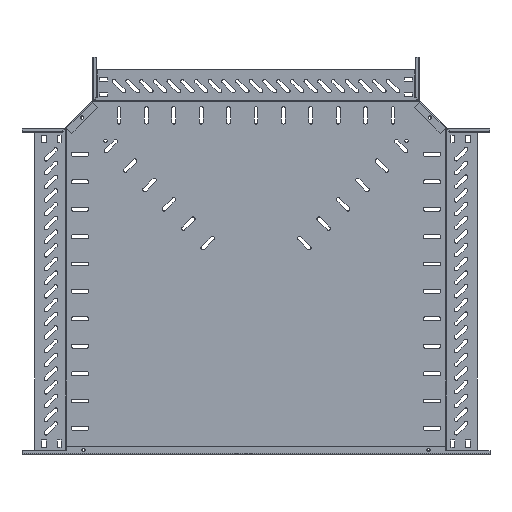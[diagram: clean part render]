
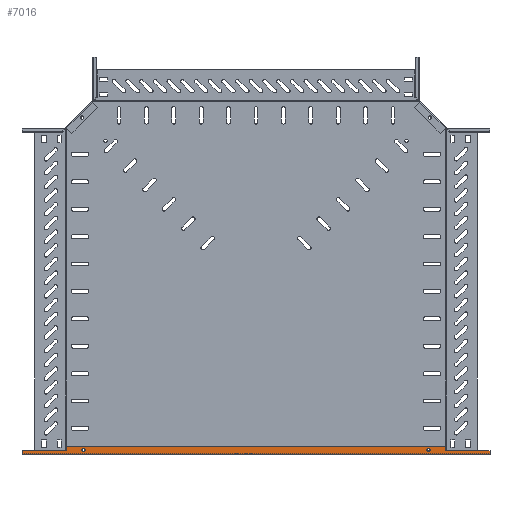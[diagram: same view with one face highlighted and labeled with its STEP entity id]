
A CAD part, front view. The second image highlights one B-rep face of the part: STEP entity #7016.
In plain terms, the highlighted planar face has unit normal (0, -1, 0).
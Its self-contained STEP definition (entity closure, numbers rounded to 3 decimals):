
#115 = EDGE_CURVE ( 'NONE', #33446, #27618, #29046, .T. ) ;
#635 = VECTOR ( 'NONE', #5710, 1000. ) ;
#800 = CARTESIAN_POINT ( 'NONE',  ( 8.25, 0., -112.25 ) ) ;
#1074 = CARTESIAN_POINT ( 'NONE',  ( 8.25, 0., -112.25 ) ) ;
#1240 = FACE_BOUND ( 'NONE', #7749, .T. ) ;
#1768 = FACE_BOUND ( 'NONE', #14394, .T. ) ;
#1836 = VERTEX_POINT ( 'NONE', #30805 ) ;
#2159 = CARTESIAN_POINT ( 'NONE',  ( 5.15, 0., -112.25 ) ) ;
#2321 = AXIS2_PLACEMENT_3D ( 'NONE', #11918, #33626, #23454 ) ;
#2812 = DIRECTION ( 'NONE',  ( -1., 0., 0. ) ) ;
#3145 = CARTESIAN_POINT ( 'NONE',  ( 15., 0., 0. ) ) ;
#3609 = DIRECTION ( 'NONE',  ( -1., 0., 0. ) ) ;
#4249 = DIRECTION ( 'NONE',  ( 0., 0., -1. ) ) ;
#5371 = LINE ( 'NONE', #29863, #635 ) ;
#5398 = CARTESIAN_POINT ( 'NONE',  ( 11.35, 0., -112.25 ) ) ;
#5474 = DIRECTION ( 'NONE',  ( -1., 0., 0. ) ) ;
#5710 = DIRECTION ( 'NONE',  ( 0., 0., 1. ) ) ;
#6382 = DIRECTION ( 'NONE',  ( 0., -1., 0. ) ) ;
#6417 = CARTESIAN_POINT ( 'NONE',  ( 7.25, 0., -854. ) ) ;
#6561 = CARTESIAN_POINT ( 'NONE',  ( 7.25, 0., -854. ) ) ;
#7016 = ADVANCED_FACE ( 'NONE', ( #1768, #12608, #1240 ), #25605, .F. ) ;
#7162 = CARTESIAN_POINT ( 'NONE',  ( 15., 0., -772. ) ) ;
#7749 = EDGE_LOOP ( 'NONE', ( #8247, #29758 ) ) ;
#8247 = ORIENTED_EDGE ( 'NONE', *, *, #20959, .F. ) ;
#8813 = CARTESIAN_POINT ( 'NONE',  ( 15., 0., -82. ) ) ;
#8840 = LINE ( 'NONE', #28177, #13830 ) ;
#9728 = VECTOR ( 'NONE', #32430, 1000. ) ;
#10215 = CIRCLE ( 'NONE', #19826, 3.1 ) ;
#10934 = ORIENTED_EDGE ( 'NONE', *, *, #115, .F. ) ;
#11637 = DIRECTION ( 'NONE',  ( 0., 0., 1. ) ) ;
#11762 = ORIENTED_EDGE ( 'NONE', *, *, #29179, .T. ) ;
#11864 = CARTESIAN_POINT ( 'NONE',  ( 15., 0., -772. ) ) ;
#11918 = CARTESIAN_POINT ( 'NONE',  ( 15., 0., -427. ) ) ;
#12330 = ORIENTED_EDGE ( 'NONE', *, *, #19939, .F. ) ;
#12608 = FACE_OUTER_BOUND ( 'NONE', #24704, .T. ) ;
#13171 = ORIENTED_EDGE ( 'NONE', *, *, #29434, .F. ) ;
#13468 = VERTEX_POINT ( 'NONE', #28648 ) ;
#13619 = LINE ( 'NONE', #3145, #31497 ) ;
#13698 = EDGE_CURVE ( 'NONE', #15524, #33446, #14902, .T. ) ;
#13795 = EDGE_CURVE ( 'NONE', #1836, #27415, #16741, .T. ) ;
#13830 = VECTOR ( 'NONE', #17153, 1000. ) ;
#14394 = EDGE_LOOP ( 'NONE', ( #20921, #16678 ) ) ;
#14767 = DIRECTION ( 'NONE',  ( 0., 1., 0. ) ) ;
#14902 = LINE ( 'NONE', #6561, #22418 ) ;
#14904 = CIRCLE ( 'NONE', #34781, 3.1 ) ;
#15524 = VERTEX_POINT ( 'NONE', #30819 ) ;
#16107 = VERTEX_POINT ( 'NONE', #7162 ) ;
#16678 = ORIENTED_EDGE ( 'NONE', *, *, #32514, .T. ) ;
#16741 = CIRCLE ( 'NONE', #33246, 3.1 ) ;
#17080 = DIRECTION ( 'NONE',  ( 0., -1., 0. ) ) ;
#17153 = DIRECTION ( 'NONE',  ( 0., 0., 1. ) ) ;
#17170 = LINE ( 'NONE', #11864, #18697 ) ;
#18029 = CARTESIAN_POINT ( 'NONE',  ( 15., 0., -82. ) ) ;
#18200 = DIRECTION ( 'NONE',  ( -1., 0., 0. ) ) ;
#18439 = VECTOR ( 'NONE', #18200, 1000. ) ;
#18464 = VECTOR ( 'NONE', #11637, 1000. ) ;
#18529 = ORIENTED_EDGE ( 'NONE', *, *, #13698, .F. ) ;
#18697 = VECTOR ( 'NONE', #33209, 1000. ) ;
#19792 = LINE ( 'NONE', #28145, #18464 ) ;
#19826 = AXIS2_PLACEMENT_3D ( 'NONE', #33121, #17080, #3609 ) ;
#19939 = EDGE_CURVE ( 'NONE', #16107, #15524, #17170, .T. ) ;
#20921 = ORIENTED_EDGE ( 'NONE', *, *, #25582, .T. ) ;
#20959 = EDGE_CURVE ( 'NONE', #27415, #1836, #10215, .T. ) ;
#21369 = ORIENTED_EDGE ( 'NONE', *, *, #26424, .T. ) ;
#22192 = VERTEX_POINT ( 'NONE', #2159 ) ;
#22364 = EDGE_CURVE ( 'NONE', #13468, #33034, #5371, .T. ) ;
#22418 = VECTOR ( 'NONE', #4249, 1000. ) ;
#22510 = CARTESIAN_POINT ( 'NONE',  ( 1.75, 0., -854. ) ) ;
#22729 = DIRECTION ( 'NONE',  ( -1., 0., 0. ) ) ;
#22807 = CARTESIAN_POINT ( 'NONE',  ( 7.25, 0., 0. ) ) ;
#23426 = CARTESIAN_POINT ( 'NONE',  ( 8.25, 0., -741.75 ) ) ;
#23454 = DIRECTION ( 'NONE',  ( -1., 0., 0. ) ) ;
#23545 = CARTESIAN_POINT ( 'NONE',  ( 15., 0., -854. ) ) ;
#23755 = AXIS2_PLACEMENT_3D ( 'NONE', #800, #29631, #2812 ) ;
#24121 = CARTESIAN_POINT ( 'NONE',  ( 5.15, 0., -741.75 ) ) ;
#24704 = EDGE_LOOP ( 'NONE', ( #11762, #31587, #26714, #13171, #10934, #18529, #12330, #21369 ) ) ;
#25582 = EDGE_CURVE ( 'NONE', #22192, #28463, #14904, .T. ) ;
#25605 = PLANE ( 'NONE',  #2321 ) ;
#26424 = EDGE_CURVE ( 'NONE', #16107, #29245, #8840, .T. ) ;
#26714 = ORIENTED_EDGE ( 'NONE', *, *, #27538, .T. ) ;
#26901 = CARTESIAN_POINT ( 'NONE',  ( 1.75, 0., 0. ) ) ;
#27415 = VERTEX_POINT ( 'NONE', #24121 ) ;
#27538 = EDGE_CURVE ( 'NONE', #33034, #32707, #13619, .T. ) ;
#27618 = VERTEX_POINT ( 'NONE', #22510 ) ;
#28145 = CARTESIAN_POINT ( 'NONE',  ( 1.75, 0., -427. ) ) ;
#28177 = CARTESIAN_POINT ( 'NONE',  ( 15., 0., -427. ) ) ;
#28463 = VERTEX_POINT ( 'NONE', #5398 ) ;
#28648 = CARTESIAN_POINT ( 'NONE',  ( 7.25, 0., -82. ) ) ;
#29046 = LINE ( 'NONE', #23545, #9728 ) ;
#29179 = EDGE_CURVE ( 'NONE', #29245, #13468, #29576, .T. ) ;
#29245 = VERTEX_POINT ( 'NONE', #8813 ) ;
#29434 = EDGE_CURVE ( 'NONE', #27618, #32707, #19792, .T. ) ;
#29576 = LINE ( 'NONE', #18029, #18439 ) ;
#29631 = DIRECTION ( 'NONE',  ( 0., 1., 0. ) ) ;
#29758 = ORIENTED_EDGE ( 'NONE', *, *, #13795, .F. ) ;
#29863 = CARTESIAN_POINT ( 'NONE',  ( 7.25, 0., 0. ) ) ;
#30805 = CARTESIAN_POINT ( 'NONE',  ( 11.35, 0., -741.75 ) ) ;
#30819 = CARTESIAN_POINT ( 'NONE',  ( 7.25, 0., -772. ) ) ;
#31281 = DIRECTION ( 'NONE',  ( -1., 0., 0. ) ) ;
#31497 = VECTOR ( 'NONE', #5474, 1000. ) ;
#31587 = ORIENTED_EDGE ( 'NONE', *, *, #22364, .T. ) ;
#32292 = CIRCLE ( 'NONE', #23755, 3.1 ) ;
#32430 = DIRECTION ( 'NONE',  ( -1., 0., 0. ) ) ;
#32514 = EDGE_CURVE ( 'NONE', #28463, #22192, #32292, .T. ) ;
#32707 = VERTEX_POINT ( 'NONE', #26901 ) ;
#33034 = VERTEX_POINT ( 'NONE', #22807 ) ;
#33121 = CARTESIAN_POINT ( 'NONE',  ( 8.25, 0., -741.75 ) ) ;
#33209 = DIRECTION ( 'NONE',  ( -1., 0., 0. ) ) ;
#33246 = AXIS2_PLACEMENT_3D ( 'NONE', #23426, #6382, #22729 ) ;
#33446 = VERTEX_POINT ( 'NONE', #6417 ) ;
#33626 = DIRECTION ( 'NONE',  ( 0., 1., 0. ) ) ;
#34781 = AXIS2_PLACEMENT_3D ( 'NONE', #1074, #14767, #31281 ) ;
